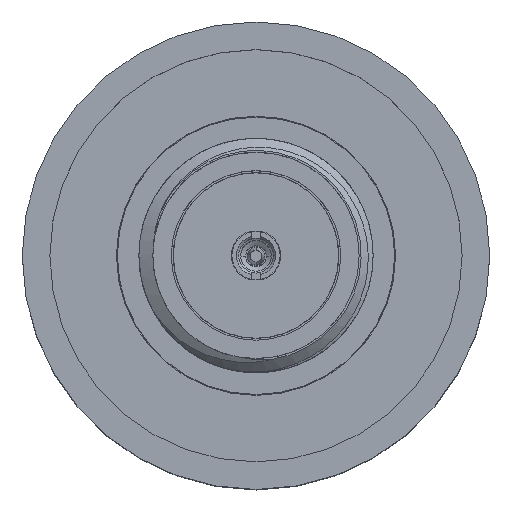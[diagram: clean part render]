
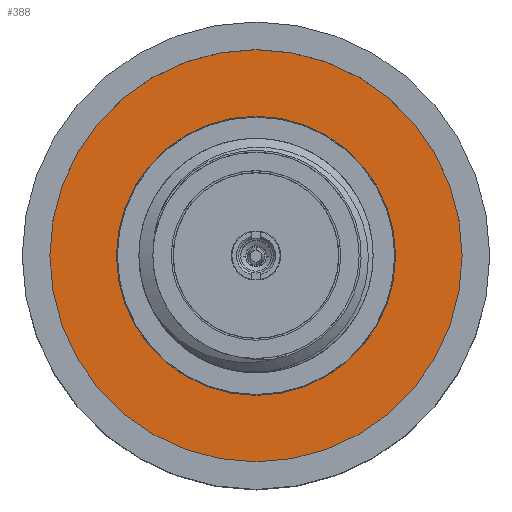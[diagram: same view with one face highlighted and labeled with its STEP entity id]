
A CAD part, top view. The second image highlights one B-rep face of the part: STEP entity #388.
In plain terms, the highlighted face is planar.
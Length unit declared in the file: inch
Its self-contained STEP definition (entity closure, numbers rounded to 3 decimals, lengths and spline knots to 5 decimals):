
#267 = EDGE_CURVE ( 'NONE', #268, #269, #1289, .T. ) ;
#268 = VERTEX_POINT ( 'NONE', #1284 ) ;
#269 = VERTEX_POINT ( 'NONE', #1283 ) ;
#306 = EDGE_CURVE ( 'NONE', #382, #307, #1350, .T. ) ;
#307 = VERTEX_POINT ( 'NONE', #1345 ) ;
#368 = EDGE_CURVE ( 'NONE', #307, #382, #1477, .T. ) ;
#382 = VERTEX_POINT ( 'NONE', #1516 ) ;
#388 = ADVANCED_FACE ( 'NONE', ( #1513, #1512 ), #1507, .T. ) ;
#389 = EDGE_LOOP ( 'NONE', ( #390, #391 ) ) ;
#390 = ORIENTED_EDGE ( 'NONE', *, *, #368, .F. ) ;
#391 = ORIENTED_EDGE ( 'NONE', *, *, #306, .F. ) ;
#392 = EDGE_LOOP ( 'NONE', ( #393, #394 ) ) ;
#393 = ORIENTED_EDGE ( 'NONE', *, *, #411, .T. ) ;
#394 = ORIENTED_EDGE ( 'NONE', *, *, #267, .T. ) ;
#411 = EDGE_CURVE ( 'NONE', #269, #268, #1546, .T. ) ;
#1283 = CARTESIAN_POINT ( 'NONE',  ( -0.22, 0., 0.05 ) ) ;
#1284 = CARTESIAN_POINT ( 'NONE',  ( 0.22, 0., 0.05 ) ) ;
#1285 = DIRECTION ( 'NONE',  ( -1., 0., 0. ) ) ;
#1286 = DIRECTION ( 'NONE',  ( 0., 0., -1. ) ) ;
#1287 = CARTESIAN_POINT ( 'NONE',  ( 0., 0., 0.05 ) ) ;
#1288 = AXIS2_PLACEMENT_3D ( 'NONE', #1287, #1286, #1285 ) ;
#1289 = CIRCLE ( 'NONE', #1288, 0.22 ) ;
#1345 = CARTESIAN_POINT ( 'NONE',  ( -0.149, 0., 0.05 ) ) ;
#1346 = DIRECTION ( 'NONE',  ( -1., 0., 0. ) ) ;
#1347 = DIRECTION ( 'NONE',  ( 0., 0., -1. ) ) ;
#1348 = CARTESIAN_POINT ( 'NONE',  ( 0., 0., 0.05 ) ) ;
#1349 = AXIS2_PLACEMENT_3D ( 'NONE', #1348, #1347, #1346 ) ;
#1350 = CIRCLE ( 'NONE', #1349, 0.149 ) ;
#1473 = DIRECTION ( 'NONE',  ( -1., 0., 0. ) ) ;
#1474 = DIRECTION ( 'NONE',  ( 0., 0., -1. ) ) ;
#1475 = CARTESIAN_POINT ( 'NONE',  ( 0., 0., 0.05 ) ) ;
#1476 = AXIS2_PLACEMENT_3D ( 'NONE', #1475, #1474, #1473 ) ;
#1477 = CIRCLE ( 'NONE', #1476, 0.149 ) ;
#1501 = DIRECTION ( 'NONE',  ( -1., 0., 0. ) ) ;
#1502 = DIRECTION ( 'NONE',  ( 0., 0., -1. ) ) ;
#1503 = CARTESIAN_POINT ( 'NONE',  ( 0., 0., 0.05 ) ) ;
#1504 = AXIS2_PLACEMENT_3D ( 'NONE', #1503, #1502, #1501 ) ;
#1507 = PLANE ( 'NONE',  #1504 ) ;
#1512 = FACE_OUTER_BOUND ( 'NONE', #392, .T. ) ;
#1513 = FACE_BOUND ( 'NONE', #389, .T. ) ;
#1516 = CARTESIAN_POINT ( 'NONE',  ( 0.149, 0., 0.05 ) ) ;
#1538 = DIRECTION ( 'NONE',  ( -1., 0., 0. ) ) ;
#1539 = DIRECTION ( 'NONE',  ( 0., 0., -1. ) ) ;
#1540 = CARTESIAN_POINT ( 'NONE',  ( 0., 0., 0.05 ) ) ;
#1541 = AXIS2_PLACEMENT_3D ( 'NONE', #1540, #1539, #1538 ) ;
#1546 = CIRCLE ( 'NONE', #1541, 0.22 ) ;
